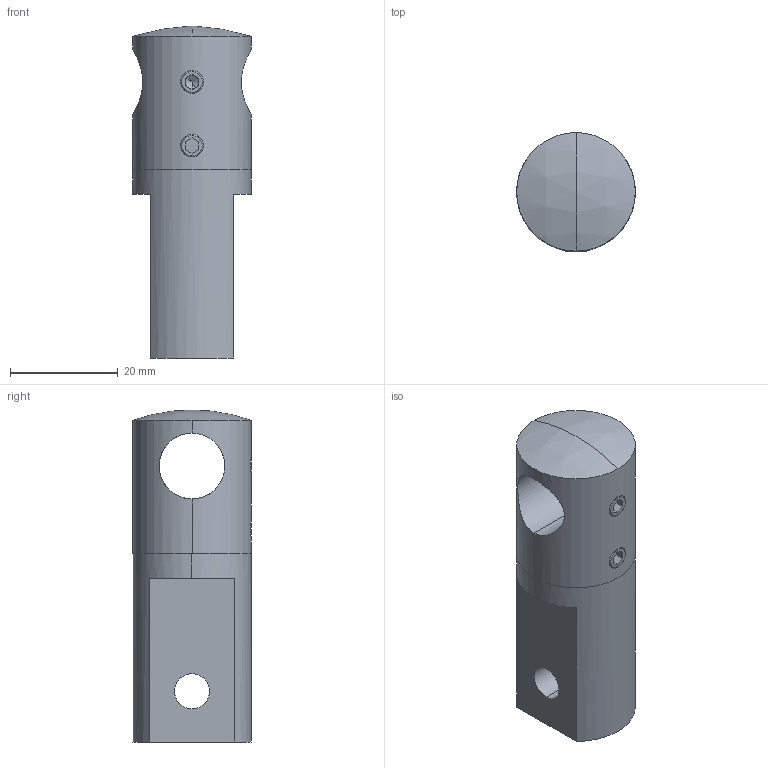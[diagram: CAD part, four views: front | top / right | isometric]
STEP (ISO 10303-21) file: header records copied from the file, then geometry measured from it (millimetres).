
FILE_DESCRIPTION (( 'STEP AP203' ), '1' );
FILE_NAME ('50461-240.step', '2020-10-14T07:52:11', ( '' ), ( '' ), 'SwSTEP 2.0', 'SolidWorks 2018', '' );
FILE_SCHEMA (( 'CONFIG_CONTROL_DESIGN' ));
Length unit declared in the file: millimetre
Products named in the file (10): 5046X-240 Teil1; 5046X-240 Teil2_50461-240 Teil2; 50461-240; DIN913_DIN 913 M5x5; 5046X-240 Teil2; DIN913; 5046X-240 Teil1_5046X-240 Teil1; DIN914_DIN 914 M5x4; DIN914
Assembly tree (6 placements, depth 2):
  5046X-240 Teil1
  50461-240
    5046X-240 Teil1_5046X-240 Teil1
    5046X-240 Teil2_50461-240 Teil2
    DIN913_DIN 913 M5x5
    DIN914_DIN 914 M5x4
  5046X-240 Teil2
  50461-240
    DIN914
    DIN913
Bounding box: 22 x 22 x 61.6 mm (x, y, z)
Volume: 17642 mm3; surface area: 7297.3 mm2
Topology: 4 solids, 4 shells, 300 faces, 776 edges, 501 vertices
Faces by surface type: plane 136, bspline 89, cylinder 53, cone 20, sphere 2
Entity records: 16638 total; most frequent: CARTESIAN_POINT 8960, ORIENTED_EDGE 1540, DIRECTION 1148, EDGE_CURVE 770, VERTEX_POINT 497, LINE 394, VECTOR 394, AXIS2_PLACEMENT_3D 377
